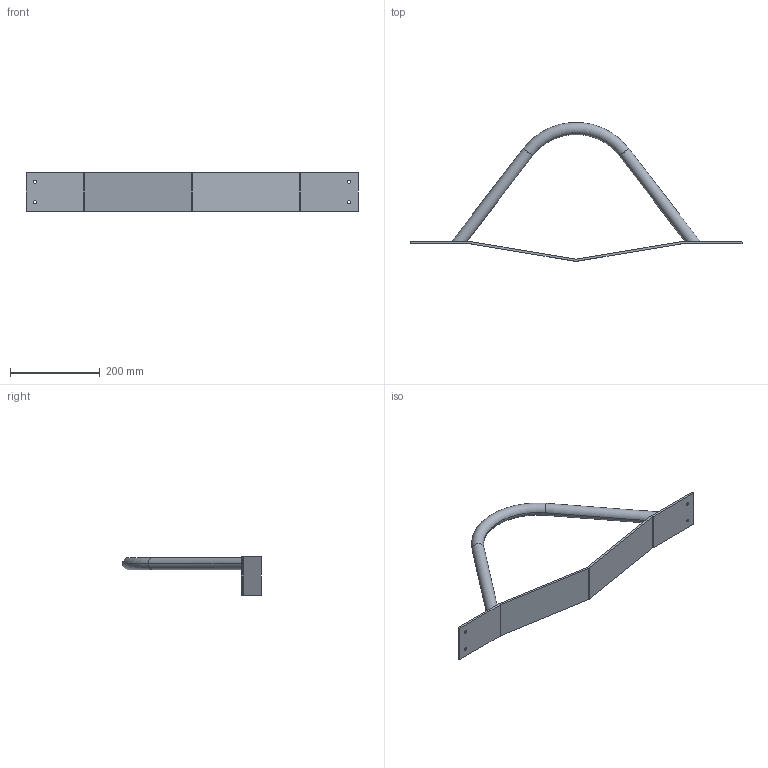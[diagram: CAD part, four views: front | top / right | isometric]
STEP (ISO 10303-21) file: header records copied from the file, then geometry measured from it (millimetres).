
FILE_DESCRIPTION (( 'STEP AP203' ), '1' );
FILE_NAME ('73973.STEP', '2017-06-26T14:21:59', ( 'adminlocal' ), ( '' ), 'SwSTEP 2.0', 'SolidWorks 2015', '' );
FILE_SCHEMA (( 'CONFIG_CONTROL_DESIGN' ));
Length unit declared in the file: millimetre
Products named in the file (1): 73973
Bounding box: 740 x 309.4 x 85 mm (x, y, z)
Volume: 451634.1 mm3; surface area: 251753.9 mm2
Topology: 4 solids, 4 shells, 54 faces, 130 edges, 84 vertices
Faces by surface type: cylinder 24, plane 18, cone 8, torus 4
Entity records: 1689 total; most frequent: CARTESIAN_POINT 293, DIRECTION 292, ORIENTED_EDGE 260, EDGE_CURVE 130, AXIS2_PLACEMENT_3D 115, VERTEX_POINT 84, EDGE_LOOP 68, LINE 62
